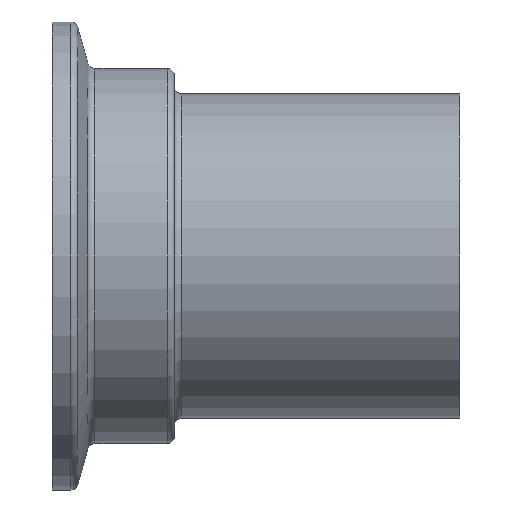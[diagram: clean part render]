
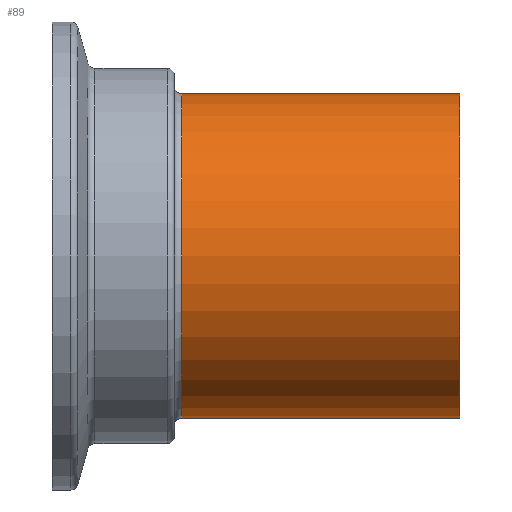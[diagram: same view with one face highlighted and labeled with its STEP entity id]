
A CAD part, front view. The second image highlights one B-rep face of the part: STEP entity #89.
In plain terms, the highlighted cylindrical face has radius 17.5 mm (diameter 35 mm), a partial arc.
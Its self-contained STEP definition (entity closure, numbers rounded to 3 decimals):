
#8 = EDGE_CURVE ( 'NONE', #722, #659, #97, .T. ) ;
#19 = EDGE_CURVE ( 'NONE', #722, #317, #484, .T. ) ;
#39 = VECTOR ( 'NONE', #47, 1000. ) ;
#44 = CARTESIAN_POINT ( 'NONE',  ( 33.62, 12.115, 0. ) ) ;
#47 = DIRECTION ( 'NONE',  ( -1., 0., 0. ) ) ;
#89 = ADVANCED_FACE ( 'NONE', ( #384 ), #170, .T. ) ;
#97 = LINE ( 'NONE', #577, #39 ) ;
#166 = CARTESIAN_POINT ( 'NONE',  ( 3.62, 12.115, 17.5 ) ) ;
#170 = CYLINDRICAL_SURFACE ( 'NONE', #693, 17.5 ) ;
#196 = VERTEX_POINT ( 'NONE', #166 ) ;
#200 = DIRECTION ( 'NONE',  ( -1., 0., 0. ) ) ;
#214 = EDGE_CURVE ( 'NONE', #659, #196, #561, .T. ) ;
#227 = AXIS2_PLACEMENT_3D ( 'NONE', #286, #520, #737 ) ;
#231 = DIRECTION ( 'NONE',  ( 0., 0., 1. ) ) ;
#245 = CARTESIAN_POINT ( 'NONE',  ( -172.678, 12.115, 17.5 ) ) ;
#251 = CARTESIAN_POINT ( 'NONE',  ( 33.62, 12.115, 17.5 ) ) ;
#255 = CARTESIAN_POINT ( 'NONE',  ( 33.62, 12.115, -17.5 ) ) ;
#286 = CARTESIAN_POINT ( 'NONE',  ( 3.62, 12.115, 0. ) ) ;
#317 = VERTEX_POINT ( 'NONE', #251 ) ;
#384 = FACE_OUTER_BOUND ( 'NONE', #738, .T. ) ;
#398 = CARTESIAN_POINT ( 'NONE',  ( -172.678, 12.115, 0. ) ) ;
#427 = ORIENTED_EDGE ( 'NONE', *, *, #8, .F. ) ;
#465 = DIRECTION ( 'NONE',  ( 0., 0., 1. ) ) ;
#484 = CIRCLE ( 'NONE', #598, 17.5 ) ;
#517 = DIRECTION ( 'NONE',  ( -1., 0., 0. ) ) ;
#520 = DIRECTION ( 'NONE',  ( -1., 0., 0. ) ) ;
#538 = CARTESIAN_POINT ( 'NONE',  ( 3.62, 12.115, -17.5 ) ) ;
#541 = EDGE_CURVE ( 'NONE', #317, #196, #604, .T. ) ;
#561 = CIRCLE ( 'NONE', #227, 17.5 ) ;
#577 = CARTESIAN_POINT ( 'NONE',  ( -172.678, 12.115, -17.5 ) ) ;
#598 = AXIS2_PLACEMENT_3D ( 'NONE', #44, #517, #465 ) ;
#604 = LINE ( 'NONE', #245, #685 ) ;
#610 = ORIENTED_EDGE ( 'NONE', *, *, #214, .F. ) ;
#613 = ORIENTED_EDGE ( 'NONE', *, *, #19, .T. ) ;
#659 = VERTEX_POINT ( 'NONE', #538 ) ;
#685 = VECTOR ( 'NONE', #200, 1000. ) ;
#693 = AXIS2_PLACEMENT_3D ( 'NONE', #398, #764, #231 ) ;
#705 = ORIENTED_EDGE ( 'NONE', *, *, #541, .T. ) ;
#722 = VERTEX_POINT ( 'NONE', #255 ) ;
#737 = DIRECTION ( 'NONE',  ( 0., 0., 1. ) ) ;
#738 = EDGE_LOOP ( 'NONE', ( #427, #613, #705, #610 ) ) ;
#764 = DIRECTION ( 'NONE',  ( -1., 0., 0. ) ) ;
